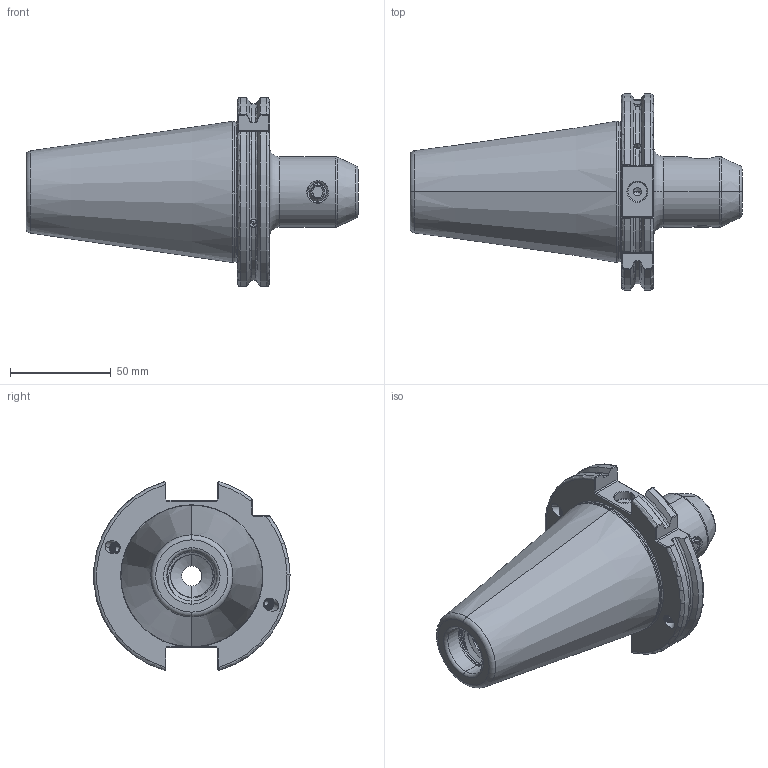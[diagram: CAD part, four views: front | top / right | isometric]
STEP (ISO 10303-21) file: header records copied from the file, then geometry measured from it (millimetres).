
FILE_DESCRIPTION (( 'STEP AP203' ), '1' );
FILE_NAME ('503.04.10.STEP', '2016-11-25T07:52:06', ( '' ), ( '' ), 'SwSTEP 2.0', 'SolidWorks 2012', '' );
FILE_SCHEMA (( 'CONFIG_CONTROL_DESIGN' ));
Length unit declared in the file: millimetre
Products named in the file (3): 503.04.10; 側固10_M10x1.5_12L
Assembly tree (2 placements, depth 2):
  503.04.10
    503.04.10
    側固10_M10x1.5_12L
Bounding box: 164.75 x 97.33 x 93.81 mm (x, y, z)
Volume: 352742.3 mm3; surface area: 53682.8 mm2
Topology: 2 solids, 2 shells, 328 faces, 882 edges, 548 vertices
Faces by surface type: cylinder 137, plane 67, cone 44, bspline 40, torus 38, sphere 2
Entity records: 27517 total; most frequent: CARTESIAN_POINT 20070, ORIENTED_EDGE 1732, DIRECTION 1207, EDGE_CURVE 866, VERTEX_POINT 548, AXIS2_PLACEMENT_3D 470, EDGE_LOOP 346, FACE_OUTER_BOUND 328
